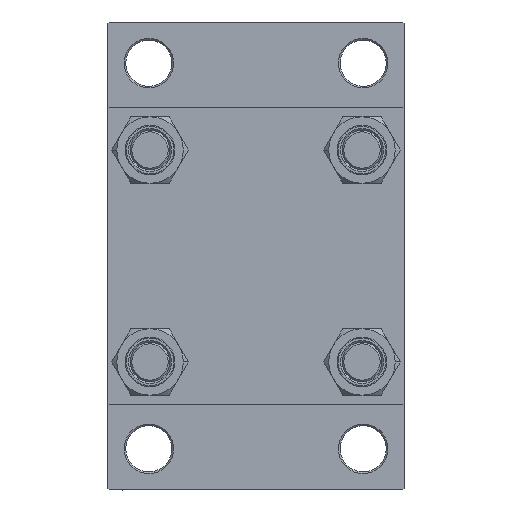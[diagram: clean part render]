
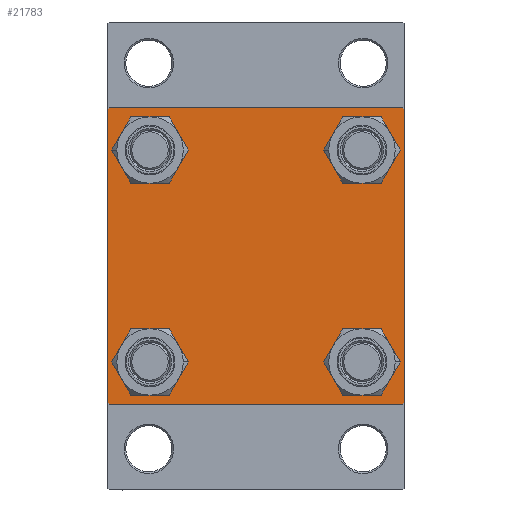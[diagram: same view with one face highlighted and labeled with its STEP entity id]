
A CAD part, left-side view. The second image highlights one B-rep face of the part: STEP entity #21783.
In plain terms, the highlighted planar face has unit normal (-1, 0, 0).
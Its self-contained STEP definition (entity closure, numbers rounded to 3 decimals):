
#45 = DIRECTION ( 'NONE',  ( 0., 0., 1. ) ) ;
#147 = EDGE_CURVE ( 'NONE', #26163, #43377, #44885, .T. ) ;
#348 = CARTESIAN_POINT ( 'NONE',  ( 0., 44.75, -44.75 ) ) ;
#633 = DIRECTION ( 'NONE',  ( 1., 0., 0. ) ) ;
#759 = CIRCLE ( 'NONE', #19845, 6.5 ) ;
#770 = CARTESIAN_POINT ( 'NONE',  ( 0., 45., -45. ) ) ;
#1044 = VECTOR ( 'NONE', #2783, 1000. ) ;
#1139 = CIRCLE ( 'NONE', #15625, 6.5 ) ;
#1901 = VERTEX_POINT ( 'NONE', #45372 ) ;
#2047 = EDGE_CURVE ( 'NONE', #1901, #16533, #42290, .T. ) ;
#2303 = ORIENTED_EDGE ( 'NONE', *, *, #23071, .T. ) ;
#2591 = CARTESIAN_POINT ( 'NONE',  ( 0., -45., 44.5 ) ) ;
#2592 = EDGE_LOOP ( 'NONE', ( #23341, #2303 ) ) ;
#2783 = DIRECTION ( 'NONE',  ( 0., 0., -1. ) ) ;
#2806 = EDGE_CURVE ( 'NONE', #16533, #1901, #1139, .T. ) ;
#3255 = EDGE_CURVE ( 'NONE', #19225, #16609, #32366, .T. ) ;
#3432 = EDGE_CURVE ( 'NONE', #19225, #28219, #12774, .T. ) ;
#3836 = CARTESIAN_POINT ( 'NONE',  ( 0., 44.75, 44.75 ) ) ;
#4014 = CARTESIAN_POINT ( 'NONE',  ( 0., 32.15, 32.15 ) ) ;
#4133 = AXIS2_PLACEMENT_3D ( 'NONE', #4014, #44847, #44138 ) ;
#4262 = ORIENTED_EDGE ( 'NONE', *, *, #45857, .T. ) ;
#4753 = DIRECTION ( 'NONE',  ( 0., 0., 1. ) ) ;
#4932 = DIRECTION ( 'NONE',  ( 0., -0.707, 0.707 ) ) ;
#6784 = DIRECTION ( 'NONE',  ( 0., -0.707, -0.707 ) ) ;
#7062 = CARTESIAN_POINT ( 'NONE',  ( 0., -32.15, 32.15 ) ) ;
#7389 = CARTESIAN_POINT ( 'NONE',  ( 0., -44.75, -44.75 ) ) ;
#7527 = EDGE_CURVE ( 'NONE', #39005, #29072, #43837, .T. ) ;
#7768 = ORIENTED_EDGE ( 'NONE', *, *, #17669, .T. ) ;
#8645 = VERTEX_POINT ( 'NONE', #21916 ) ;
#8917 = EDGE_CURVE ( 'NONE', #43190, #21570, #15334, .T. ) ;
#9399 = CARTESIAN_POINT ( 'NONE',  ( 0., -32.15, 38.65 ) ) ;
#10054 = EDGE_LOOP ( 'NONE', ( #14632, #15513 ) ) ;
#10559 = AXIS2_PLACEMENT_3D ( 'NONE', #40502, #37169, #40738 ) ;
#11157 = VECTOR ( 'NONE', #39435, 1000. ) ;
#11239 = DIRECTION ( 'NONE',  ( 0., 0., 1. ) ) ;
#11394 = VECTOR ( 'NONE', #6784, 1000. ) ;
#11512 = ORIENTED_EDGE ( 'NONE', *, *, #2047, .T. ) ;
#12774 = LINE ( 'NONE', #26402, #32386 ) ;
#12889 = CARTESIAN_POINT ( 'NONE',  ( 0., 45., 45. ) ) ;
#12930 = EDGE_CURVE ( 'NONE', #29072, #39005, #43361, .T. ) ;
#13301 = VECTOR ( 'NONE', #35082, 1000. ) ;
#13810 = AXIS2_PLACEMENT_3D ( 'NONE', #19737, #35018, #16141 ) ;
#14568 = LINE ( 'NONE', #7389, #29607 ) ;
#14632 = ORIENTED_EDGE ( 'NONE', *, *, #44584, .T. ) ;
#14683 = VECTOR ( 'NONE', #34115, 1000. ) ;
#15277 = CARTESIAN_POINT ( 'NONE',  ( 0., 32.15, 32.15 ) ) ;
#15334 = LINE ( 'NONE', #770, #13301 ) ;
#15494 = CARTESIAN_POINT ( 'NONE',  ( 0., 44.5, -45. ) ) ;
#15513 = ORIENTED_EDGE ( 'NONE', *, *, #19566, .T. ) ;
#15625 = AXIS2_PLACEMENT_3D ( 'NONE', #15277, #37483, #4753 ) ;
#15847 = EDGE_CURVE ( 'NONE', #21570, #28219, #14568, .T. ) ;
#16141 = DIRECTION ( 'NONE',  ( 0., 0., 1. ) ) ;
#16533 = VERTEX_POINT ( 'NONE', #34916 ) ;
#16609 = VERTEX_POINT ( 'NONE', #18846 ) ;
#16790 = DIRECTION ( 'NONE',  ( 1., 0., 0. ) ) ;
#17107 = DIRECTION ( 'NONE',  ( 0., 0.707, 0.707 ) ) ;
#17633 = EDGE_LOOP ( 'NONE', ( #44881, #7768, #37597, #32848, #39010, #35714, #21837, #4262 ) ) ;
#17669 = EDGE_CURVE ( 'NONE', #43377, #43190, #32824, .T. ) ;
#18194 = CARTESIAN_POINT ( 'NONE',  ( 0., -32.15, -32.15 ) ) ;
#18434 = DIRECTION ( 'NONE',  ( 1., 0., 0. ) ) ;
#18846 = CARTESIAN_POINT ( 'NONE',  ( 0., -44.5, 45. ) ) ;
#19225 = VERTEX_POINT ( 'NONE', #2591 ) ;
#19566 = EDGE_CURVE ( 'NONE', #8645, #44460, #20606, .T. ) ;
#19580 = CARTESIAN_POINT ( 'NONE',  ( 0., 32.15, -32.15 ) ) ;
#19673 = DIRECTION ( 'NONE',  ( 0., 0., 1. ) ) ;
#19737 = CARTESIAN_POINT ( 'NONE',  ( 0., 0., 0. ) ) ;
#19845 = AXIS2_PLACEMENT_3D ( 'NONE', #18194, #18434, #45 ) ;
#20176 = EDGE_CURVE ( 'NONE', #35448, #20581, #759, .T. ) ;
#20446 = FACE_OUTER_BOUND ( 'NONE', #17633, .T. ) ;
#20581 = VERTEX_POINT ( 'NONE', #22903 ) ;
#20606 = CIRCLE ( 'NONE', #30517, 6.5 ) ;
#21391 = ORIENTED_EDGE ( 'NONE', *, *, #7527, .T. ) ;
#21435 = CIRCLE ( 'NONE', #35190, 6.5 ) ;
#21570 = VERTEX_POINT ( 'NONE', #26673 ) ;
#21783 = ADVANCED_FACE ( 'NONE', ( #24018, #38588, #37890, #45274, #20446 ), #42639, .T. ) ;
#21801 = AXIS2_PLACEMENT_3D ( 'NONE', #37552, #26581, #26809 ) ;
#21837 = ORIENTED_EDGE ( 'NONE', *, *, #29763, .F. ) ;
#21916 = CARTESIAN_POINT ( 'NONE',  ( 0., -32.15, 25.65 ) ) ;
#22666 = LINE ( 'NONE', #30053, #14683 ) ;
#22903 = CARTESIAN_POINT ( 'NONE',  ( 0., -32.15, -38.65 ) ) ;
#22931 = DIRECTION ( 'NONE',  ( 1., 0., 0. ) ) ;
#23071 = EDGE_CURVE ( 'NONE', #20581, #35448, #21435, .T. ) ;
#23341 = ORIENTED_EDGE ( 'NONE', *, *, #20176, .T. ) ;
#24018 = FACE_BOUND ( 'NONE', #10054, .T. ) ;
#26163 = VERTEX_POINT ( 'NONE', #38923 ) ;
#26402 = CARTESIAN_POINT ( 'NONE',  ( 0., -45., 45. ) ) ;
#26581 = DIRECTION ( 'NONE',  ( 1., 0., 0. ) ) ;
#26673 = CARTESIAN_POINT ( 'NONE',  ( 0., -44.5, -45. ) ) ;
#26809 = DIRECTION ( 'NONE',  ( 0., 0., 1. ) ) ;
#26815 = CARTESIAN_POINT ( 'NONE',  ( 0., -45., -44.5 ) ) ;
#27207 = EDGE_LOOP ( 'NONE', ( #41895, #21391 ) ) ;
#28219 = VERTEX_POINT ( 'NONE', #26815 ) ;
#28799 = CARTESIAN_POINT ( 'NONE',  ( 0., -44.75, 44.75 ) ) ;
#29072 = VERTEX_POINT ( 'NONE', #38263 ) ;
#29190 = ORIENTED_EDGE ( 'NONE', *, *, #2806, .T. ) ;
#29607 = VECTOR ( 'NONE', #4932, 1000. ) ;
#29763 = EDGE_CURVE ( 'NONE', #46397, #16609, #22666, .T. ) ;
#30053 = CARTESIAN_POINT ( 'NONE',  ( 0., 45., 45. ) ) ;
#30517 = AXIS2_PLACEMENT_3D ( 'NONE', #7062, #633, #40266 ) ;
#31249 = CARTESIAN_POINT ( 'NONE',  ( 0., 45., -44.5 ) ) ;
#32366 = LINE ( 'NONE', #28799, #46860 ) ;
#32386 = VECTOR ( 'NONE', #37378, 1000. ) ;
#32747 = LINE ( 'NONE', #3836, #11157 ) ;
#32824 = LINE ( 'NONE', #348, #11394 ) ;
#32848 = ORIENTED_EDGE ( 'NONE', *, *, #15847, .T. ) ;
#34115 = DIRECTION ( 'NONE',  ( 0., -1., 0. ) ) ;
#34716 = CARTESIAN_POINT ( 'NONE',  ( 0., -32.15, -32.15 ) ) ;
#34916 = CARTESIAN_POINT ( 'NONE',  ( 0., 32.15, 25.65 ) ) ;
#35018 = DIRECTION ( 'NONE',  ( -1., 0., 0. ) ) ;
#35082 = DIRECTION ( 'NONE',  ( 0., -1., 0. ) ) ;
#35190 = AXIS2_PLACEMENT_3D ( 'NONE', #34716, #16790, #19673 ) ;
#35448 = VERTEX_POINT ( 'NONE', #40226 ) ;
#35714 = ORIENTED_EDGE ( 'NONE', *, *, #3255, .T. ) ;
#36197 = AXIS2_PLACEMENT_3D ( 'NONE', #19580, #22931, #11239 ) ;
#37169 = DIRECTION ( 'NONE',  ( 1., 0., 0. ) ) ;
#37378 = DIRECTION ( 'NONE',  ( 0., 0., -1. ) ) ;
#37393 = EDGE_LOOP ( 'NONE', ( #11512, #29190 ) ) ;
#37483 = DIRECTION ( 'NONE',  ( 1., 0., 0. ) ) ;
#37552 = CARTESIAN_POINT ( 'NONE',  ( 0., -32.15, 32.15 ) ) ;
#37597 = ORIENTED_EDGE ( 'NONE', *, *, #8917, .T. ) ;
#37890 = FACE_BOUND ( 'NONE', #27207, .T. ) ;
#38263 = CARTESIAN_POINT ( 'NONE',  ( 0., 32.15, -25.65 ) ) ;
#38588 = FACE_BOUND ( 'NONE', #2592, .T. ) ;
#38923 = CARTESIAN_POINT ( 'NONE',  ( 0., 45., 44.5 ) ) ;
#39005 = VERTEX_POINT ( 'NONE', #44823 ) ;
#39010 = ORIENTED_EDGE ( 'NONE', *, *, #3432, .F. ) ;
#39435 = DIRECTION ( 'NONE',  ( 0., 0.707, -0.707 ) ) ;
#40226 = CARTESIAN_POINT ( 'NONE',  ( 0., -32.15, -25.65 ) ) ;
#40266 = DIRECTION ( 'NONE',  ( 0., 0., 1. ) ) ;
#40502 = CARTESIAN_POINT ( 'NONE',  ( 0., 32.15, -32.15 ) ) ;
#40738 = DIRECTION ( 'NONE',  ( 0., 0., 1. ) ) ;
#41895 = ORIENTED_EDGE ( 'NONE', *, *, #12930, .T. ) ;
#42290 = CIRCLE ( 'NONE', #4133, 6.5 ) ;
#42639 = PLANE ( 'NONE',  #13810 ) ;
#43190 = VERTEX_POINT ( 'NONE', #15494 ) ;
#43361 = CIRCLE ( 'NONE', #10559, 6.5 ) ;
#43377 = VERTEX_POINT ( 'NONE', #31249 ) ;
#43837 = CIRCLE ( 'NONE', #36197, 6.5 ) ;
#44138 = DIRECTION ( 'NONE',  ( 0., 0., 1. ) ) ;
#44460 = VERTEX_POINT ( 'NONE', #9399 ) ;
#44584 = EDGE_CURVE ( 'NONE', #44460, #8645, #44665, .T. ) ;
#44665 = CIRCLE ( 'NONE', #21801, 6.5 ) ;
#44823 = CARTESIAN_POINT ( 'NONE',  ( 0., 32.15, -38.65 ) ) ;
#44847 = DIRECTION ( 'NONE',  ( 1., 0., 0. ) ) ;
#44881 = ORIENTED_EDGE ( 'NONE', *, *, #147, .T. ) ;
#44885 = LINE ( 'NONE', #12889, #1044 ) ;
#45018 = CARTESIAN_POINT ( 'NONE',  ( 0., 44.5, 45. ) ) ;
#45274 = FACE_BOUND ( 'NONE', #37393, .T. ) ;
#45372 = CARTESIAN_POINT ( 'NONE',  ( 0., 32.15, 38.65 ) ) ;
#45857 = EDGE_CURVE ( 'NONE', #46397, #26163, #32747, .T. ) ;
#46397 = VERTEX_POINT ( 'NONE', #45018 ) ;
#46860 = VECTOR ( 'NONE', #17107, 1000. ) ;
